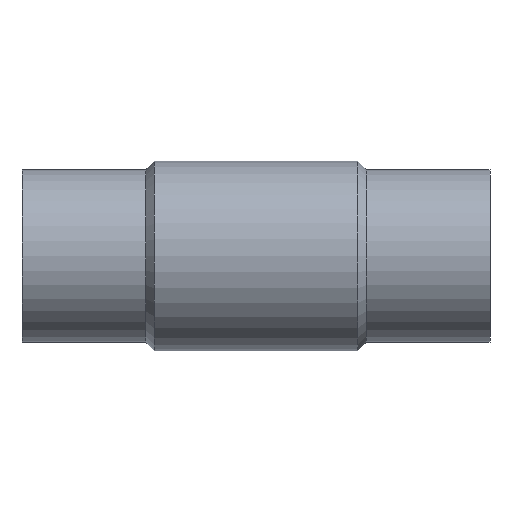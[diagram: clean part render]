
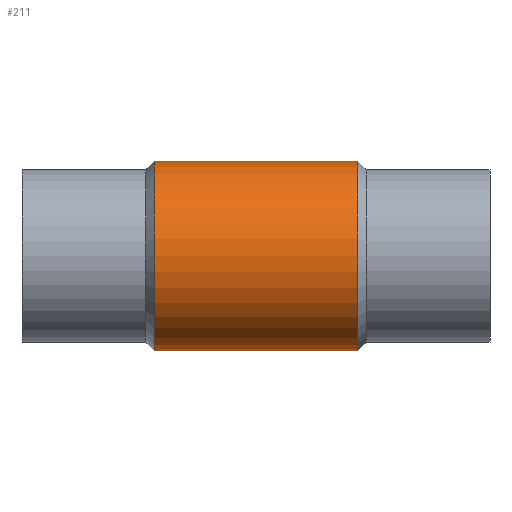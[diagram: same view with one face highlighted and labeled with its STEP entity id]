
A CAD part, top view. The second image highlights one B-rep face of the part: STEP entity #211.
In plain terms, the highlighted cylindrical face has radius 68.75 mm (diameter 137.5 mm), a full revolution.
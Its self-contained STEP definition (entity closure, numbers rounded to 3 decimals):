
#25=FACE_OUTER_BOUND('',#38,.T.);
#38=EDGE_LOOP('',(#149,#150,#151,#152,#153,#154,#155,#156,#157));
#56=B_SPLINE_CURVE_WITH_KNOTS('',3,(#416,#417,#418,#419,#420,#421,#422,
#423,#424,#425,#426,#427,#428,#429,#430,#431,#432,#433,#434,#435,#436,#437,
#438,#439,#440,#441,#442,#443,#444,#445,#446,#447,#448,#449),
 .UNSPECIFIED.,.F.,.F.,(4,2,2,2,2,2,2,2,2,2,2,2,2,2,2,2,4),(10.064,
11.283,12.502,13.721,14.94,16.237,
17.534,18.831,20.128,21.425,22.722,
24.019,25.317,26.535,27.754,28.973,
30.192),.UNSPECIFIED.);
#57=B_SPLINE_CURVE_WITH_KNOTS('',3,(#454,#455,#456,#457,#458,#459,#460,
#461,#462,#463,#464,#465,#466,#467,#468,#469,#470,#471),.UNSPECIFIED.,.F.,
 .F.,(4,2,2,2,2,2,2,2,4),(30.192,31.411,32.63,
33.849,35.068,36.365,37.662,38.96,
40.257),.UNSPECIFIED.);
#58=B_SPLINE_CURVE_WITH_KNOTS('',3,(#472,#473,#474,#475,#476,#477,#478,
#479,#480,#481,#482,#483,#484,#485,#486,#487,#488,#489),.UNSPECIFIED.,.F.,
 .F.,(4,2,2,2,2,2,2,2,4),(0.,1.297,2.594,3.891,
5.188,6.407,7.626,8.845,10.064),
 .UNSPECIFIED.);
#60=LINE('',#414,#72);
#61=LINE('',#451,#73);
#72=VECTOR('',#279,68.75);
#73=VECTOR('',#280,68.75);
#84=CIRCLE('',#246,68.75);
#85=CIRCLE('',#247,68.75);
#99=VERTEX_POINT('',#411);
#100=VERTEX_POINT('',#413);
#101=VERTEX_POINT('',#415);
#102=VERTEX_POINT('',#450);
#103=VERTEX_POINT('',#453);
#118=EDGE_CURVE('',#99,#99,#84,.T.);
#119=EDGE_CURVE('',#99,#100,#60,.T.);
#120=EDGE_CURVE('',#100,#101,#56,.T.);
#121=EDGE_CURVE('',#101,#102,#61,.T.);
#122=EDGE_CURVE('',#102,#102,#85,.T.);
#123=EDGE_CURVE('',#101,#103,#57,.T.);
#124=EDGE_CURVE('',#103,#100,#58,.T.);
#149=ORIENTED_EDGE('',*,*,#118,.F.);
#150=ORIENTED_EDGE('',*,*,#119,.T.);
#151=ORIENTED_EDGE('',*,*,#120,.T.);
#152=ORIENTED_EDGE('',*,*,#121,.T.);
#153=ORIENTED_EDGE('',*,*,#122,.T.);
#154=ORIENTED_EDGE('',*,*,#121,.F.);
#155=ORIENTED_EDGE('',*,*,#123,.T.);
#156=ORIENTED_EDGE('',*,*,#124,.T.);
#157=ORIENTED_EDGE('',*,*,#119,.F.);
#204=CYLINDRICAL_SURFACE('',#245,68.75);
#211=ADVANCED_FACE('',(#25),#204,.T.);
#245=AXIS2_PLACEMENT_3D('',#410,#275,#276);
#246=AXIS2_PLACEMENT_3D('',#412,#277,#278);
#247=AXIS2_PLACEMENT_3D('',#452,#281,#282);
#275=DIRECTION('center_axis',(-1.,0.,0.));
#276=DIRECTION('ref_axis',(0.,0.,1.));
#277=DIRECTION('center_axis',(-1.,0.,0.));
#278=DIRECTION('ref_axis',(0.,0.,1.));
#279=DIRECTION('',(1.,0.,0.));
#280=DIRECTION('',(1.,0.,0.));
#281=DIRECTION('center_axis',(-1.,0.,0.));
#282=DIRECTION('ref_axis',(0.,0.,1.));
#410=CARTESIAN_POINT('Origin',(0.,0.,0.));
#411=CARTESIAN_POINT('',(-73.75,0.,-68.75));
#412=CARTESIAN_POINT('Origin',(-73.75,0.,0.));
#413=CARTESIAN_POINT('',(-60.5,0.,-68.75));
#414=CARTESIAN_POINT('',(0.,0.,-68.75));
#415=CARTESIAN_POINT('',(60.5,0.,-68.75));
#416=CARTESIAN_POINT('Ctrl Pts',(-60.5,0.,-68.75));
#417=CARTESIAN_POINT('Ctrl Pts',(-60.5,-4.063,-68.75));
#418=CARTESIAN_POINT('Ctrl Pts',(-60.084,-8.189,-68.383));
#419=CARTESIAN_POINT('Ctrl Pts',(-58.423,-16.247,-66.928));
#420=CARTESIAN_POINT('Ctrl Pts',(-57.178,-20.179,-65.84));
#421=CARTESIAN_POINT('Ctrl Pts',(-53.996,-27.586,-63.097));
#422=CARTESIAN_POINT('Ctrl Pts',(-52.055,-31.069,-61.438));
#423=CARTESIAN_POINT('Ctrl Pts',(-47.7,-37.414,-57.794));
#424=CARTESIAN_POINT('Ctrl Pts',(-45.285,-40.275,-55.809));
#425=CARTESIAN_POINT('Ctrl Pts',(-40.115,-45.445,-51.7));
#426=CARTESIAN_POINT('Ctrl Pts',(-37.147,-47.909,-49.409));
#427=CARTESIAN_POINT('Ctrl Pts',(-30.746,-52.248,-44.796));
#428=CARTESIAN_POINT('Ctrl Pts',(-27.316,-54.124,-42.473));
#429=CARTESIAN_POINT('Ctrl Pts',(-20.106,-57.196,-38.237));
#430=CARTESIAN_POINT('Ctrl Pts',(-16.333,-58.393,-36.325));
#431=CARTESIAN_POINT('Ctrl Pts',(-8.444,-60.043,-33.526));
#432=CARTESIAN_POINT('Ctrl Pts',(-4.324,-60.5,-32.654));
#433=CARTESIAN_POINT('Ctrl Pts',(4.324,-60.5,-32.654));
#434=CARTESIAN_POINT('Ctrl Pts',(8.444,-60.043,-33.526));
#435=CARTESIAN_POINT('Ctrl Pts',(16.333,-58.393,-36.325));
#436=CARTESIAN_POINT('Ctrl Pts',(20.106,-57.196,-38.237));
#437=CARTESIAN_POINT('Ctrl Pts',(27.316,-54.124,-42.473));
#438=CARTESIAN_POINT('Ctrl Pts',(30.746,-52.248,-44.796));
#439=CARTESIAN_POINT('Ctrl Pts',(37.147,-47.909,-49.409));
#440=CARTESIAN_POINT('Ctrl Pts',(40.115,-45.445,-51.7));
#441=CARTESIAN_POINT('Ctrl Pts',(45.285,-40.275,-55.809));
#442=CARTESIAN_POINT('Ctrl Pts',(47.7,-37.414,-57.794));
#443=CARTESIAN_POINT('Ctrl Pts',(52.055,-31.069,-61.438));
#444=CARTESIAN_POINT('Ctrl Pts',(53.996,-27.586,-63.097));
#445=CARTESIAN_POINT('Ctrl Pts',(57.178,-20.179,-65.84));
#446=CARTESIAN_POINT('Ctrl Pts',(58.423,-16.247,-66.928));
#447=CARTESIAN_POINT('Ctrl Pts',(60.084,-8.189,-68.383));
#448=CARTESIAN_POINT('Ctrl Pts',(60.5,-4.063,-68.75));
#449=CARTESIAN_POINT('Ctrl Pts',(60.5,0.,-68.75));
#450=CARTESIAN_POINT('',(73.75,0.,-68.75));
#451=CARTESIAN_POINT('',(0.,0.,-68.75));
#452=CARTESIAN_POINT('Origin',(73.75,0.,0.));
#453=CARTESIAN_POINT('',(0.,60.5,-32.654));
#454=CARTESIAN_POINT('Ctrl Pts',(60.5,0.,-68.75));
#455=CARTESIAN_POINT('Ctrl Pts',(60.5,4.063,-68.75));
#456=CARTESIAN_POINT('Ctrl Pts',(60.084,8.189,-68.383));
#457=CARTESIAN_POINT('Ctrl Pts',(58.423,16.247,-66.928));
#458=CARTESIAN_POINT('Ctrl Pts',(57.178,20.179,-65.84));
#459=CARTESIAN_POINT('Ctrl Pts',(53.996,27.586,-63.097));
#460=CARTESIAN_POINT('Ctrl Pts',(52.055,31.069,-61.438));
#461=CARTESIAN_POINT('Ctrl Pts',(47.7,37.414,-57.794));
#462=CARTESIAN_POINT('Ctrl Pts',(45.285,40.275,-55.809));
#463=CARTESIAN_POINT('Ctrl Pts',(40.115,45.445,-51.7));
#464=CARTESIAN_POINT('Ctrl Pts',(37.147,47.909,-49.409));
#465=CARTESIAN_POINT('Ctrl Pts',(30.746,52.248,-44.796));
#466=CARTESIAN_POINT('Ctrl Pts',(27.316,54.124,-42.473));
#467=CARTESIAN_POINT('Ctrl Pts',(20.106,57.196,-38.237));
#468=CARTESIAN_POINT('Ctrl Pts',(16.333,58.393,-36.325));
#469=CARTESIAN_POINT('Ctrl Pts',(8.444,60.043,-33.526));
#470=CARTESIAN_POINT('Ctrl Pts',(4.324,60.5,-32.654));
#471=CARTESIAN_POINT('Ctrl Pts',(0.,60.5,-32.654));
#472=CARTESIAN_POINT('Ctrl Pts',(0.,60.5,-32.654));
#473=CARTESIAN_POINT('Ctrl Pts',(-4.324,60.5,-32.654));
#474=CARTESIAN_POINT('Ctrl Pts',(-8.444,60.043,-33.526));
#475=CARTESIAN_POINT('Ctrl Pts',(-16.333,58.393,-36.325));
#476=CARTESIAN_POINT('Ctrl Pts',(-20.106,57.196,-38.237));
#477=CARTESIAN_POINT('Ctrl Pts',(-27.316,54.124,-42.473));
#478=CARTESIAN_POINT('Ctrl Pts',(-30.746,52.248,-44.796));
#479=CARTESIAN_POINT('Ctrl Pts',(-37.147,47.909,-49.409));
#480=CARTESIAN_POINT('Ctrl Pts',(-40.115,45.445,-51.7));
#481=CARTESIAN_POINT('Ctrl Pts',(-45.285,40.275,-55.809));
#482=CARTESIAN_POINT('Ctrl Pts',(-47.7,37.414,-57.794));
#483=CARTESIAN_POINT('Ctrl Pts',(-52.055,31.069,-61.438));
#484=CARTESIAN_POINT('Ctrl Pts',(-53.996,27.586,-63.097));
#485=CARTESIAN_POINT('Ctrl Pts',(-57.178,20.179,-65.84));
#486=CARTESIAN_POINT('Ctrl Pts',(-58.423,16.247,-66.928));
#487=CARTESIAN_POINT('Ctrl Pts',(-60.084,8.189,-68.383));
#488=CARTESIAN_POINT('Ctrl Pts',(-60.5,4.063,-68.75));
#489=CARTESIAN_POINT('Ctrl Pts',(-60.5,0.,-68.75));
